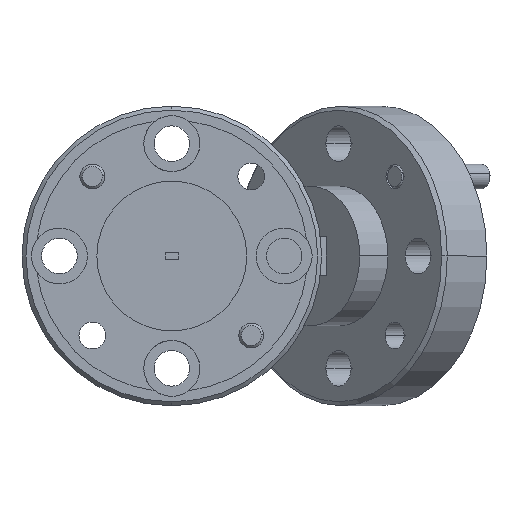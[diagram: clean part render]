
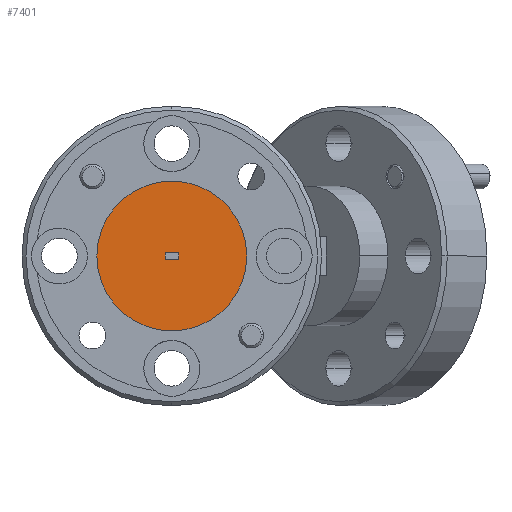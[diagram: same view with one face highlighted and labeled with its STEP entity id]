
A CAD part, left-side view. The second image highlights one B-rep face of the part: STEP entity #7401.
In plain terms, the highlighted planar face has unit normal (-1, 0, 0).
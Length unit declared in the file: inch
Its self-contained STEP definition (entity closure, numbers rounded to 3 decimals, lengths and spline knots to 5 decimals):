
#39 = DIRECTION ( 'NONE',  ( 0., 1., 0. ) ) ;
#198 = CARTESIAN_POINT ( 'NONE',  ( -1.72001, 0.84482, 0.16423 ) ) ;
#346 = VERTEX_POINT ( 'NONE', #6093 ) ;
#382 = EDGE_CURVE ( 'NONE', #346, #7645, #2409, .T. ) ;
#416 = CIRCLE ( 'NONE', #7374, 0.1875 ) ;
#463 = VERTEX_POINT ( 'NONE', #2131 ) ;
#471 = DIRECTION ( 'NONE',  ( -1., 0., 0. ) ) ;
#520 = CARTESIAN_POINT ( 'NONE',  ( -1.72001, 0.86182, 0.15573 ) ) ;
#753 = CARTESIAN_POINT ( 'NONE',  ( -1.72001, 0.86182, 0.17273 ) ) ;
#895 = CARTESIAN_POINT ( 'NONE',  ( -1.72001, 0.86182, 0.17273 ) ) ;
#1395 = DIRECTION ( 'NONE',  ( 1., 0., 0. ) ) ;
#1440 = ORIENTED_EDGE ( 'NONE', *, *, #5741, .T. ) ;
#1752 = DIRECTION ( 'NONE',  ( 0., 0., -1. ) ) ;
#1828 = DIRECTION ( 'NONE',  ( 0., 0., 1. ) ) ;
#1872 = ORIENTED_EDGE ( 'NONE', *, *, #5753, .T. ) ;
#1898 = FACE_BOUND ( 'NONE', #2931, .T. ) ;
#2061 = EDGE_CURVE ( 'NONE', #7645, #4117, #5402, .T. ) ;
#2131 = CARTESIAN_POINT ( 'NONE',  ( -1.72001, 0.84482, 0.35173 ) ) ;
#2409 = LINE ( 'NONE', #2474, #5561 ) ;
#2431 = ORIENTED_EDGE ( 'NONE', *, *, #2061, .T. ) ;
#2474 = CARTESIAN_POINT ( 'NONE',  ( -1.72001, 0.86182, 0.15573 ) ) ;
#2931 = EDGE_LOOP ( 'NONE', ( #2431, #1440, #7116, #3233 ) ) ;
#2963 = LINE ( 'NONE', #7175, #5245 ) ;
#3233 = ORIENTED_EDGE ( 'NONE', *, *, #382, .T. ) ;
#3391 = CARTESIAN_POINT ( 'NONE',  ( -1.72001, 0.84482, -0.02327 ) ) ;
#3397 = ORIENTED_EDGE ( 'NONE', *, *, #4528, .T. ) ;
#3450 = CARTESIAN_POINT ( 'NONE',  ( -1.72001, 0.82782, 0.17273 ) ) ;
#3523 = CARTESIAN_POINT ( 'NONE',  ( -1.72001, 0.86182, 0.15573 ) ) ;
#3708 = CIRCLE ( 'NONE', #4973, 0.1875 ) ;
#3787 = LINE ( 'NONE', #895, #4066 ) ;
#3879 = FACE_OUTER_BOUND ( 'NONE', #5286, .T. ) ;
#3998 = DIRECTION ( 'NONE',  ( 0., 0., 1. ) ) ;
#4066 = VECTOR ( 'NONE', #7287, 39.37008 ) ;
#4117 = VERTEX_POINT ( 'NONE', #753 ) ;
#4528 = EDGE_CURVE ( 'NONE', #6700, #463, #416, .T. ) ;
#4973 = AXIS2_PLACEMENT_3D ( 'NONE', #198, #5015, #6667 ) ;
#5015 = DIRECTION ( 'NONE',  ( -1., 0., 0. ) ) ;
#5170 = VERTEX_POINT ( 'NONE', #3450 ) ;
#5245 = VECTOR ( 'NONE', #1752, 39.37008 ) ;
#5286 = EDGE_LOOP ( 'NONE', ( #1872, #3397 ) ) ;
#5402 = LINE ( 'NONE', #3523, #6604 ) ;
#5561 = VECTOR ( 'NONE', #39, 39.37008 ) ;
#5741 = EDGE_CURVE ( 'NONE', #4117, #5170, #3787, .T. ) ;
#5753 = EDGE_CURVE ( 'NONE', #463, #6700, #3708, .T. ) ;
#6061 = CARTESIAN_POINT ( 'NONE',  ( -1.72001, 0.84482, 0.16423 ) ) ;
#6093 = CARTESIAN_POINT ( 'NONE',  ( -1.72001, 0.82782, 0.15573 ) ) ;
#6604 = VECTOR ( 'NONE', #1828, 39.37008 ) ;
#6661 = PLANE ( 'NONE',  #7009 ) ;
#6667 = DIRECTION ( 'NONE',  ( 0., 0., 1. ) ) ;
#6695 = DIRECTION ( 'NONE',  ( 0., 0., -1. ) ) ;
#6700 = VERTEX_POINT ( 'NONE', #3391 ) ;
#6996 = CARTESIAN_POINT ( 'NONE',  ( -1.72001, 0.84482, 0.16423 ) ) ;
#7009 = AXIS2_PLACEMENT_3D ( 'NONE', #6061, #1395, #6695 ) ;
#7010 = EDGE_CURVE ( 'NONE', #5170, #346, #2963, .T. ) ;
#7116 = ORIENTED_EDGE ( 'NONE', *, *, #7010, .T. ) ;
#7175 = CARTESIAN_POINT ( 'NONE',  ( -1.72001, 0.82782, 0.15573 ) ) ;
#7287 = DIRECTION ( 'NONE',  ( 0., -1., 0. ) ) ;
#7374 = AXIS2_PLACEMENT_3D ( 'NONE', #6996, #471, #3998 ) ;
#7401 = ADVANCED_FACE ( 'NONE', ( #1898, #3879 ), #6661, .F. ) ;
#7645 = VERTEX_POINT ( 'NONE', #520 ) ;
